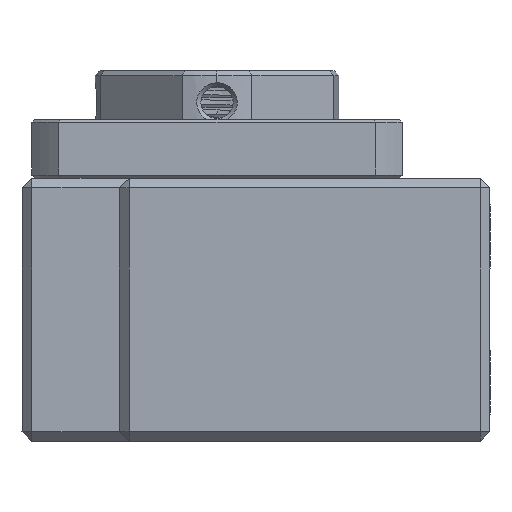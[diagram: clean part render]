
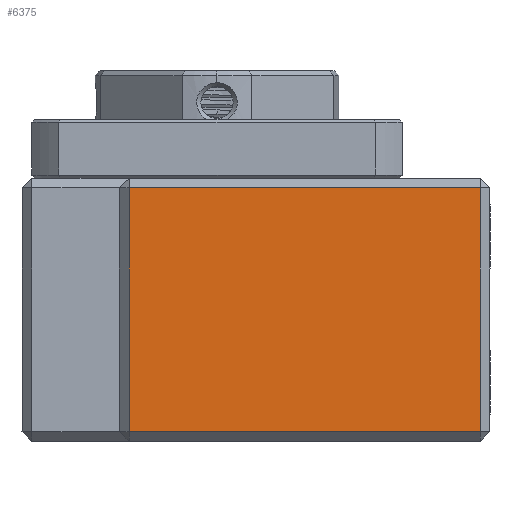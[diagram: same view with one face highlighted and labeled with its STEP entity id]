
A CAD part, left-side view. The second image highlights one B-rep face of the part: STEP entity #6375.
In plain terms, the highlighted planar face has unit normal (-1, 0, 0).
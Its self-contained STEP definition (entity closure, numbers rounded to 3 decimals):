
#140 = AXIS2_PLACEMENT_3D ( 'NONE', #3004, #12319, #4320 ) ;
#886 = CARTESIAN_POINT ( 'NONE',  ( -35., 1., 0. ) ) ;
#1731 = CARTESIAN_POINT ( 'NONE',  ( -35., 1., 12.5 ) ) ;
#2198 = DIRECTION ( 'NONE',  ( 0., 0., -1. ) ) ;
#2256 = LINE ( 'NONE', #11667, #2664 ) ;
#2664 = VECTOR ( 'NONE', #14290, 1000. ) ;
#2887 = CARTESIAN_POINT ( 'NONE',  ( -35., 37., 12.5 ) ) ;
#3004 = CARTESIAN_POINT ( 'NONE',  ( -35., 1., 12.5 ) ) ;
#3058 = LINE ( 'NONE', #886, #9740 ) ;
#3591 = VERTEX_POINT ( 'NONE', #2887 ) ;
#4029 = EDGE_CURVE ( 'NONE', #10611, #4337, #3058, .T. ) ;
#4101 = EDGE_CURVE ( 'NONE', #11907, #3591, #2256, .T. ) ;
#4163 = CARTESIAN_POINT ( 'NONE',  ( -35., 1., -12.5 ) ) ;
#4320 = DIRECTION ( 'NONE',  ( 0., 0., -1. ) ) ;
#4337 = VERTEX_POINT ( 'NONE', #4163 ) ;
#4787 = LINE ( 'NONE', #12038, #14988 ) ;
#4970 = DIRECTION ( 'NONE',  ( 0., 1., 0. ) ) ;
#5431 = ORIENTED_EDGE ( 'NONE', *, *, #4029, .F. ) ;
#5727 = DIRECTION ( 'NONE',  ( 0., -1., 0. ) ) ;
#6375 = ADVANCED_FACE ( 'NONE', ( #9711 ), #12210, .F. ) ;
#7621 = ORIENTED_EDGE ( 'NONE', *, *, #11090, .F. ) ;
#8346 = ORIENTED_EDGE ( 'NONE', *, *, #14044, .F. ) ;
#9711 = FACE_OUTER_BOUND ( 'NONE', #13845, .T. ) ;
#9740 = VECTOR ( 'NONE', #2198, 1000. ) ;
#9940 = CARTESIAN_POINT ( 'NONE',  ( -35., 37., -12.5 ) ) ;
#10611 = VERTEX_POINT ( 'NONE', #1731 ) ;
#10623 = VECTOR ( 'NONE', #5727, 1000. ) ;
#11090 = EDGE_CURVE ( 'NONE', #3591, #10611, #14111, .T. ) ;
#11667 = CARTESIAN_POINT ( 'NONE',  ( -35., 37., 0. ) ) ;
#11907 = VERTEX_POINT ( 'NONE', #9940 ) ;
#12038 = CARTESIAN_POINT ( 'NONE',  ( -35., 19., -12.5 ) ) ;
#12210 = PLANE ( 'NONE',  #140 ) ;
#12319 = DIRECTION ( 'NONE',  ( 1., 0., 0. ) ) ;
#12953 = ORIENTED_EDGE ( 'NONE', *, *, #4101, .F. ) ;
#13721 = CARTESIAN_POINT ( 'NONE',  ( -35., 19., 12.5 ) ) ;
#13845 = EDGE_LOOP ( 'NONE', ( #5431, #7621, #12953, #8346 ) ) ;
#14044 = EDGE_CURVE ( 'NONE', #4337, #11907, #4787, .T. ) ;
#14111 = LINE ( 'NONE', #13721, #10623 ) ;
#14290 = DIRECTION ( 'NONE',  ( 0., 0., 1. ) ) ;
#14988 = VECTOR ( 'NONE', #4970, 1000. ) ;
